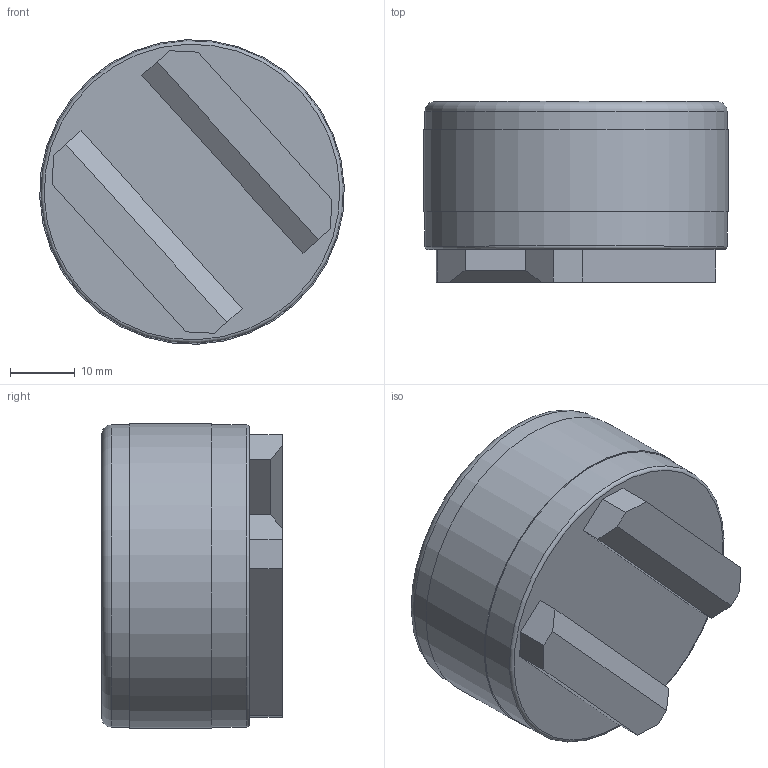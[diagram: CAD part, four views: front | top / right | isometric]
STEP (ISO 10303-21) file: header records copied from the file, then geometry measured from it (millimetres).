
FILE_DESCRIPTION(/* description */ (''),/* implementation_level */ '2;1');
FILE_NAME(/* name */ 'MH140-1A.stp',/* time_stamp */ '2017-05-05T17:17:51-04:00',/* author */ ('aneininger'),/* organization */ ('CONNECTION TECHNOLOGY CENTER'),/* preprocessor_version */ 'ST-DEVELOPER v16.5',/* originating_system */ 'Autodesk Inventor 2017',/* authorisation */ '');
FILE_SCHEMA (('AUTOMOTIVE_DESIGN { 1 0 10303 214 3 1 1 }'));
Length unit declared in the file: inch
Products named in the file (1): Part15
Bounding box: 47.08 x 27.94 x 47.08 mm (x, y, z)
Volume: 42115.6 mm3; surface area: 9670.2 mm2
Topology: 1 solids, 8 shells, 55 faces, 116 edges, 81 vertices
Faces by surface type: plane 34, cylinder 18, torus 2, cone 1
Full cylindrical faces by diameter (mm): 5.359 x1, 44.45 x7, 44.958 x7, 46.736 x2, 47.117 x1
Entity records: 1385 total; most frequent: DIRECTION 230, CARTESIAN_POINT 202, ORIENTED_EDGE 160, EDGE_LOOP 94, AXIS2_PLACEMENT_3D 94, EDGE_CURVE 80, VERTEX_POINT 66, STYLED_ITEM 56
